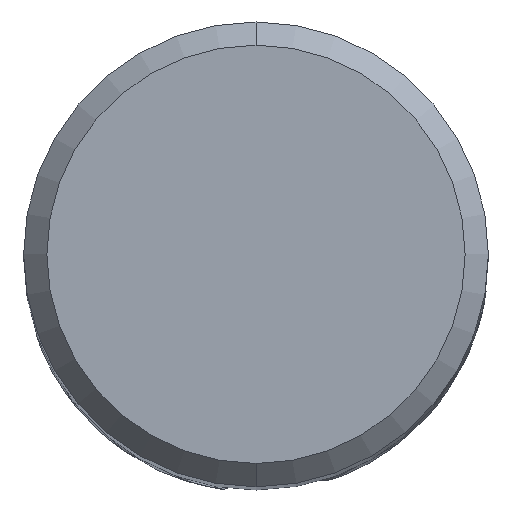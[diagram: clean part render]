
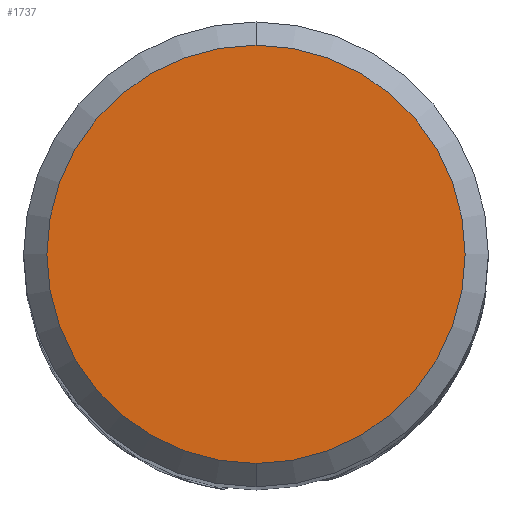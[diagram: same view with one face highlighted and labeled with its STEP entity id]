
A CAD part, top view. The second image highlights one B-rep face of the part: STEP entity #1737.
In plain terms, the highlighted planar face has unit normal (0, 0, 1).
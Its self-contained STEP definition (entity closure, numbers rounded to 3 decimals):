
#851=EDGE_CURVE('',#1877,#2139,#2287,.T.);
#937=EDGE_CURVE('',#2139,#1877,#2376,.T.);
#1737=ADVANCED_FACE('',(#3254),#3255,.T.);
#1877=VERTEX_POINT('',#3403);
#2139=VERTEX_POINT('',#3688);
#2287=CIRCLE('',#4559,4.5);
#2376=CIRCLE('',#4763,4.5);
#3254=FACE_OUTER_BOUND('',#10323,.T.);
#3255=PLANE('',#10324);
#3403=CARTESIAN_POINT('',(0.,-4.5,0.0));
#3688=CARTESIAN_POINT('',(0.0,4.5,0.0));
#4559=AXIS2_PLACEMENT_3D('',#12612,#12613,#12614);
#4763=AXIS2_PLACEMENT_3D('',#12670,#12671,#12672);
#10323=EDGE_LOOP('',(#13642,#13643));
#10324=AXIS2_PLACEMENT_3D('',#13644,#13645,#13646);
#12612=CARTESIAN_POINT('',(0.0,0.0,0.0));
#12613=DIRECTION('',(0.0,0.0,-1.0));
#12614=DIRECTION('',(0.0,1.0,0.0));
#12670=CARTESIAN_POINT('',(0.0,0.0,0.0));
#12671=DIRECTION('',(0.0,0.0,-1.0));
#12672=DIRECTION('',(0.0,1.0,0.0));
#13642=ORIENTED_EDGE('',*,*,#937,.F.);
#13643=ORIENTED_EDGE('',*,*,#851,.F.);
#13644=CARTESIAN_POINT('',(0.0,2.25,0.0));
#13645=DIRECTION('',(-0.0,0.0,1.0));
#13646=DIRECTION('',(0.0,-1.0,0.0));
